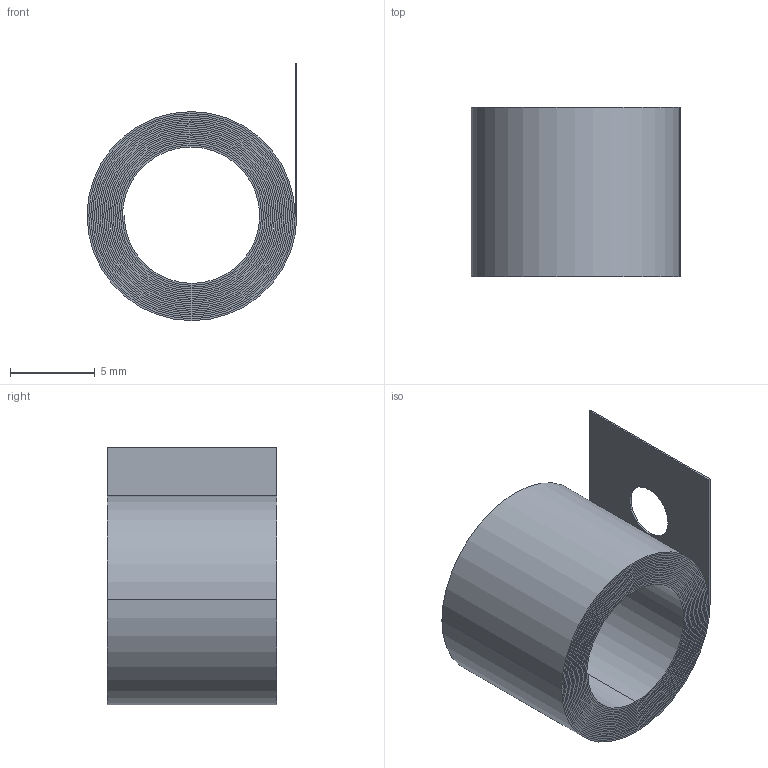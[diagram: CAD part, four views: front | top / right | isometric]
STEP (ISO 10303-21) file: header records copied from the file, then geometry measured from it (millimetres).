
FILE_DESCRIPTION (( 'STEP AP203' ), '1' );
FILE_NAME ('CN00500605_Spring.STEP', '2020-11-25T06:37:50', ( '' ), ( '' ), 'SwSTEP 2.0', 'SolidWorks 2020', '' );
FILE_SCHEMA (( 'CONFIG_CONTROL_DESIGN' ));
Length unit declared in the file: millimetre
Products named in the file (1): CN00500605_Spring
Bounding box: 12.4 x 10 x 15.2 mm (x, y, z)
Volume: 695.7 mm3; surface area: 12803.6 mm2
Topology: 1 solids, 1 shells, 126 faces, 372 edges, 248 vertices
Faces by surface type: cylinder 120, plane 6
Entity records: 4437 total; most frequent: DIRECTION 866, CARTESIAN_POINT 747, ORIENTED_EDGE 744, EDGE_CURVE 372, AXIS2_PLACEMENT_3D 367, VERTEX_POINT 248, CIRCLE 240, VECTOR 132
